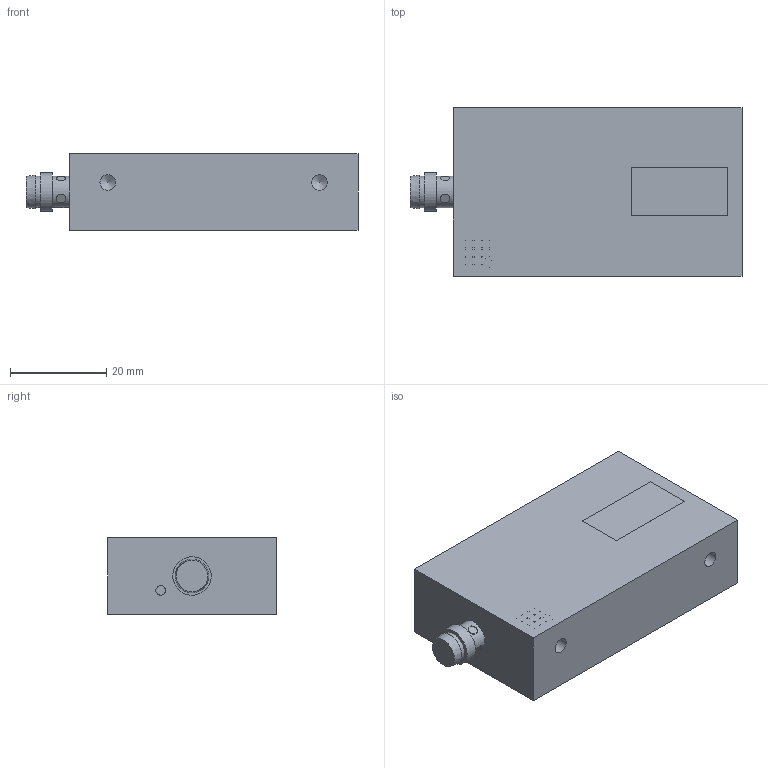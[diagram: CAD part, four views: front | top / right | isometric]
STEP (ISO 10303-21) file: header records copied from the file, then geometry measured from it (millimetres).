
FILE_DESCRIPTION((''),'2;1');
FILE_NAME('OBS_60_M_30.stp','2008-10-30T10:27:51',('User'),(''),'Autodesk Inventor 10','Autodesk Inventor 10','');
FILE_SCHEMA(('AUTOMOTIVE_DESIGN { 1 0 10303 214 1 1 1 1 }'));
Length unit declared in the file: millimetre
Products named in the file (3): OBS_60_M_30; Steckeranschluß M8 mit LED
Assembly tree (2 placements, depth 2):
  OBS_60_M_30
    OBS_60_M_30
    Steckeranschluß M8 mit LED
Bounding box: 69 x 35 x 16 mm (x, y, z)
Volume: 33816.5 mm3; surface area: 7718.3 mm2
Topology: 2 solids, 2 shells, 151 faces, 348 edges, 234 vertices
Faces by surface type: plane 130, cylinder 16, bspline 4, cone 1
Full cylindrical faces by diameter (mm): 1 x1, 2 x1, 6 x3, 6.5 x2, 8 x1
Entity records: 4378 total; most frequent: CARTESIAN_POINT 952, ORIENTED_EDGE 660, DIRECTION 648, EDGE_CURVE 330, VECTOR 284, LINE 284, VERTEX_POINT 230, EDGE_LOOP 198
